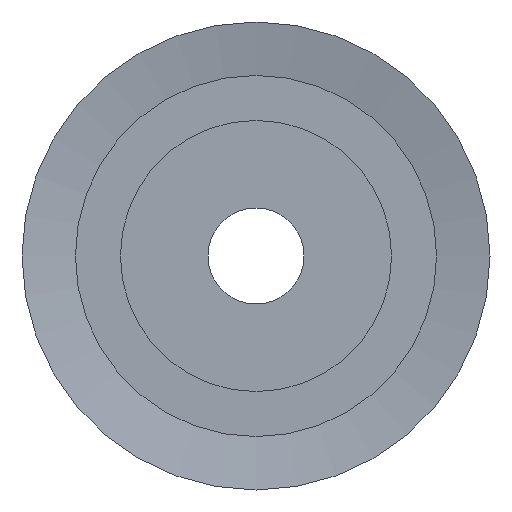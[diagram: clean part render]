
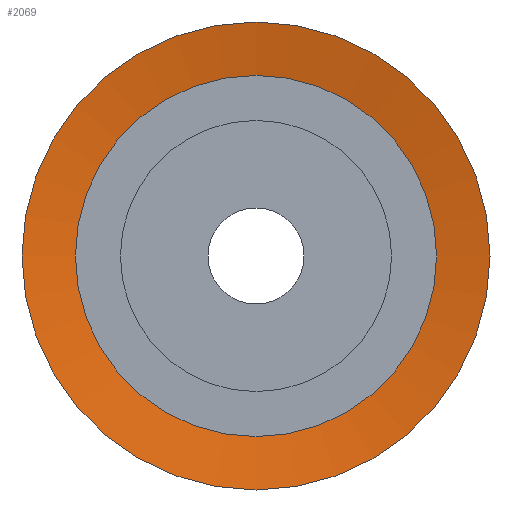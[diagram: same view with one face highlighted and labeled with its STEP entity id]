
A CAD part, left-side view. The second image highlights one B-rep face of the part: STEP entity #2069.
In plain terms, the highlighted conical face has half-angle 80 degrees and reference radius 9.75 mm.
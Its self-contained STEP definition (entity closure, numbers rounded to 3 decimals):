
#79=CONICAL_SURFACE('',#2307,9.75,1.396);
#165=FACE_OUTER_BOUND('',#278,.T.);
#278=EDGE_LOOP('',(#1506,#1507,#1508,#1509,#1510));
#479=CIRCLE('',#2308,7.525);
#480=CIRCLE('',#2309,9.75);
#481=CIRCLE('',#2310,9.75);
#565=LINE('',#3413,#694);
#694=VECTOR('',#2761,9.75);
#917=VERTEX_POINT('',#3410);
#918=VERTEX_POINT('',#3412);
#919=VERTEX_POINT('',#3414);
#1157=EDGE_CURVE('',#917,#917,#479,.T.);
#1158=EDGE_CURVE('',#917,#918,#565,.T.);
#1159=EDGE_CURVE('',#919,#918,#480,.T.);
#1160=EDGE_CURVE('',#918,#919,#481,.T.);
#1506=ORIENTED_EDGE('',*,*,#1157,.T.);
#1507=ORIENTED_EDGE('',*,*,#1158,.T.);
#1508=ORIENTED_EDGE('',*,*,#1159,.F.);
#1509=ORIENTED_EDGE('',*,*,#1160,.F.);
#1510=ORIENTED_EDGE('',*,*,#1158,.F.);
#2069=ADVANCED_FACE('',(#165),#79,.F.);
#2307=AXIS2_PLACEMENT_3D('',#3409,#2757,#2758);
#2308=AXIS2_PLACEMENT_3D('',#3411,#2759,#2760);
#2309=AXIS2_PLACEMENT_3D('',#3415,#2762,#2763);
#2310=AXIS2_PLACEMENT_3D('',#3416,#2764,#2765);
#2757=DIRECTION('center_axis',(-1.,0.,0.));
#2758=DIRECTION('ref_axis',(0.,-1.,0.));
#2759=DIRECTION('center_axis',(1.,0.,0.));
#2760=DIRECTION('ref_axis',(0.,1.,0.));
#2761=DIRECTION('',(-0.174,0.985,0.));
#2762=DIRECTION('center_axis',(1.,0.,0.));
#2763=DIRECTION('ref_axis',(0.,1.,0.));
#2764=DIRECTION('center_axis',(1.,0.,0.));
#2765=DIRECTION('ref_axis',(0.,1.,0.));
#3409=CARTESIAN_POINT('Origin',(0.,0.,
0.));
#3410=CARTESIAN_POINT('',(0.392,7.525,0.));
#3411=CARTESIAN_POINT('Origin',(0.392,0.,
0.));
#3412=CARTESIAN_POINT('',(0.,9.75,0.));
#3413=CARTESIAN_POINT('',(0.,9.75,0.));
#3414=CARTESIAN_POINT('',(0.,-9.75,0.));
#3415=CARTESIAN_POINT('Origin',(0.,0.,
0.));
#3416=CARTESIAN_POINT('Origin',(0.,0.,
0.));
